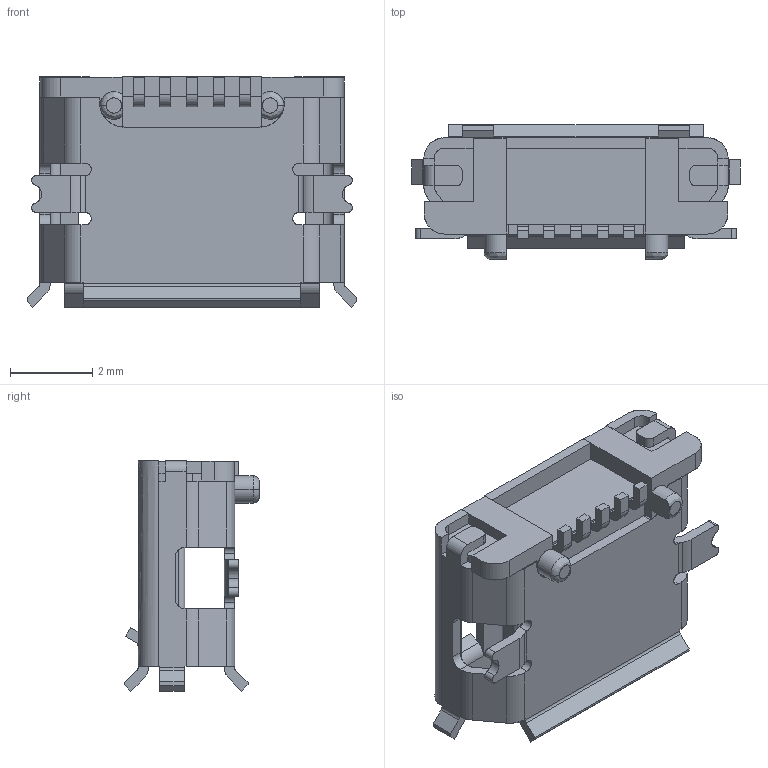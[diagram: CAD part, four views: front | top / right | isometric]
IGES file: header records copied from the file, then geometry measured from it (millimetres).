
Start section: SolidWorks IGES file using analytic representation for surfaces
Global section: file name: KMMX-BSMT5SB-30TR.IGS; native system: SolidWorks 2006 by SolidWorks Corporation; preprocessor: SolidWorks 2006 by SolidWorks Corporation; author: Ckelleher; date: 110124.143916; units: millimetre
Bounding box: 8 x 3.27 x 5.6 mm (x, y, z)
Surface area: 237.6 mm2 (no closed solid volume)
Topology: 0 solids, 0 shells, 302 faces, 2265 edges, 2265 vertices
Faces by surface type: bspline 206, revolution 96
